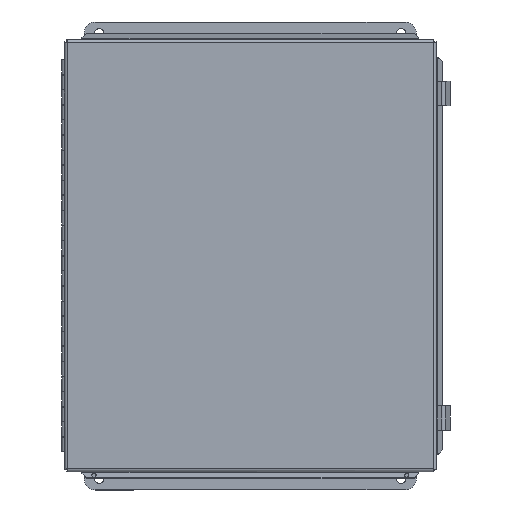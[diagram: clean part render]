
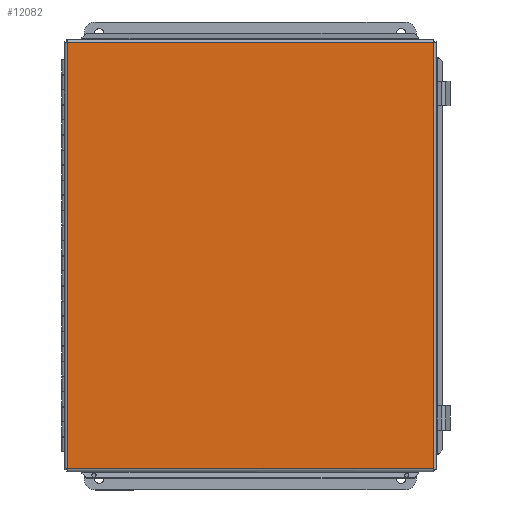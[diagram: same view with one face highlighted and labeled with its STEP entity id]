
A CAD part, top view. The second image highlights one B-rep face of the part: STEP entity #12082.
In plain terms, the highlighted face is planar.
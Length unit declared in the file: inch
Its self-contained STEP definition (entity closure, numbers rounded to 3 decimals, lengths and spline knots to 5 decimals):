
#11401=CARTESIAN_POINT('',(12.21675,0.09325,0.));
#11402=VERTEX_POINT('',#11401);
#11413=CARTESIAN_POINT('',(12.21675,14.21675,0.));
#11414=VERTEX_POINT('',#11413);
#11415=CARTESIAN_POINT('',(12.21675,14.21675,0.));
#11416=DIRECTION('',(0.0,-1.0,0.0));
#11417=VECTOR('',#11416,14.1235);
#11418=LINE('',#11415,#11417);
#11419=EDGE_CURVE('',#11414,#11402,#11418,.T.);
#11579=CARTESIAN_POINT('',(0.09325,0.09325,0.));
#11580=VERTEX_POINT('',#11579);
#11591=CARTESIAN_POINT('',(12.21675,0.09325,0.));
#11592=DIRECTION('',(-1.0,0.0,0.0));
#11593=VECTOR('',#11592,12.1235);
#11594=LINE('',#11591,#11593);
#11595=EDGE_CURVE('',#11402,#11580,#11594,.T.);
#11748=CARTESIAN_POINT('',(0.09325,14.21675,0.));
#11749=VERTEX_POINT('',#11748);
#11760=CARTESIAN_POINT('',(0.09325,0.09325,0.));
#11761=DIRECTION('',(0.0,1.0,0.0));
#11762=VECTOR('',#11761,14.1235);
#11763=LINE('',#11760,#11762);
#11764=EDGE_CURVE('',#11580,#11749,#11763,.T.);
#11927=CARTESIAN_POINT('',(0.09325,14.21675,0.));
#11928=DIRECTION('',(1.0,0.0,0.0));
#11929=VECTOR('',#11928,12.1235);
#11930=LINE('',#11927,#11929);
#11931=EDGE_CURVE('',#11749,#11414,#11930,.T.);
#12071=CARTESIAN_POINT('',(6.155,7.155,0.));
#12072=DIRECTION('',(0.0,0.0,1.0));
#12073=DIRECTION('',(1.0,0.0,0.0));
#12074=AXIS2_PLACEMENT_3D('',#12071,#12072,#12073);
#12075=PLANE('',#12074);
#12076=ORIENTED_EDGE('',*,*,#11419,.T.);
#12077=ORIENTED_EDGE('',*,*,#11595,.T.);
#12078=ORIENTED_EDGE('',*,*,#11764,.T.);
#12079=ORIENTED_EDGE('',*,*,#11931,.T.);
#12080=EDGE_LOOP('',(#12076,#12077,#12078,#12079));
#12081=FACE_OUTER_BOUND('',#12080,.T.);
#12082=ADVANCED_FACE('',(#12081),#12075,.F.);
